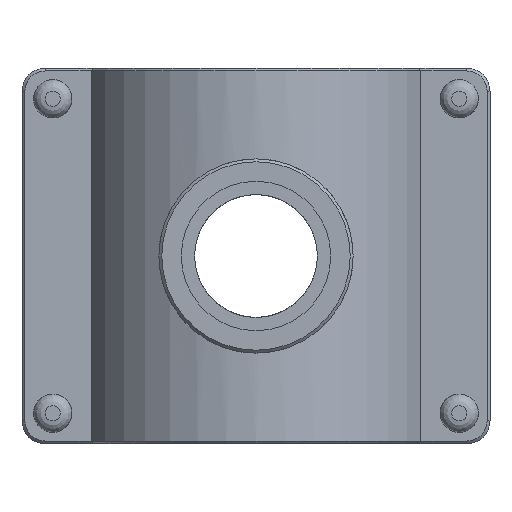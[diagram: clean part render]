
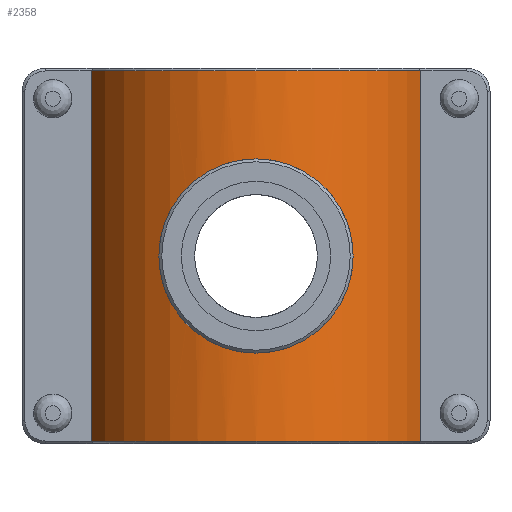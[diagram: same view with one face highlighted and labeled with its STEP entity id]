
A CAD part, front view. The second image highlights one B-rep face of the part: STEP entity #2358.
In plain terms, the highlighted cylindrical face has radius 46.875 mm (diameter 93.75 mm), a partial arc.
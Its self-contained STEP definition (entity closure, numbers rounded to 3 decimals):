
#169=LINE('',#4186,#357);
#170=LINE('',#4188,#358);
#357=VECTOR('',#3103,96.5);
#358=VECTOR('',#3106,96.5);
#588=CIRCLE('',#2555,46.875);
#589=CIRCLE('',#2558,46.875);
#652=FACE_BOUND('',#954,.T.);
#777=FACE_OUTER_BOUND('',#953,.T.);
#953=EDGE_LOOP('',(#1961,#1962,#1963,#1964));
#954=EDGE_LOOP('',(#1965));
#1042=B_SPLINE_CURVE_WITH_KNOTS('',3,(#3409,#3410,#3411,#3412,#3413,#3414,
#3415,#3416,#3417,#3418,#3419,#3420,#3421,#3422,#3423,#3424,#3425,#3426,
#3427,#3428,#3429,#3430,#3431,#3432,#3433,#3434,#3435,#3436,#3437,#3438,
#3439,#3440,#3441,#3442,#3443,#3444,#3445,#3446,#3447,#3448,#3449,#3450,
#3451,#3452,#3453,#3454,#3455,#3456,#3457,#3458,#3459,#3460,#3461,#3462,
#3463,#3464,#3465,#3466,#3467,#3468,#3469,#3470,#3471,#3472,#3473,#3474),
 .UNSPECIFIED.,.T.,.F.,(4,2,2,2,2,2,2,2,2,2,2,2,2,2,2,2,2,2,2,2,2,2,2,2,
2,2,2,2,2,2,2,2,4),(0.,0.304,0.608,0.912,
1.216,1.52,1.824,2.128,2.432,
2.736,3.04,3.344,3.648,3.952,
4.256,4.56,4.864,5.168,5.472,
5.776,6.081,6.384,6.688,6.992,
7.296,7.6,7.904,8.208,8.512,
8.816,9.12,9.424,9.728),
 .UNSPECIFIED.);
#1058=VERTEX_POINT('',#3408);
#1193=VERTEX_POINT('',#4126);
#1194=VERTEX_POINT('',#4131);
#1195=VERTEX_POINT('',#4138);
#1197=VERTEX_POINT('',#4147);
#1274=EDGE_CURVE('',#1058,#1058,#1042,.T.);
#1462=EDGE_CURVE('',#1193,#1194,#588,.T.);
#1468=EDGE_CURVE('',#1197,#1195,#589,.T.);
#1485=EDGE_CURVE('',#1193,#1195,#169,.T.);
#1486=EDGE_CURVE('',#1194,#1197,#170,.T.);
#1961=ORIENTED_EDGE('',*,*,#1462,.F.);
#1962=ORIENTED_EDGE('',*,*,#1485,.T.);
#1963=ORIENTED_EDGE('',*,*,#1468,.F.);
#1964=ORIENTED_EDGE('',*,*,#1486,.F.);
#1965=ORIENTED_EDGE('',*,*,#1274,.T.);
#2249=CYLINDRICAL_SURFACE('',#2573,46.875);
#2358=ADVANCED_FACE('',(#777,#652),#2249,.T.);
#2555=AXIS2_PLACEMENT_3D('',#4132,#3053,#3054);
#2558=AXIS2_PLACEMENT_3D('',#4152,#3061,#3062);
#2573=AXIS2_PLACEMENT_3D('',#4187,#3104,#3105);
#3053=DIRECTION('center_axis',(0.,0.,-1.));
#3054=DIRECTION('ref_axis',(1.,0.,0.));
#3061=DIRECTION('center_axis',(0.,0.,1.));
#3062=DIRECTION('ref_axis',(1.,0.,0.));
#3103=DIRECTION('',(0.,0.,1.));
#3104=DIRECTION('center_axis',(0.,0.,1.));
#3105=DIRECTION('ref_axis',(1.,0.,0.));
#3106=DIRECTION('',(0.,0.,1.));
#3408=CARTESIAN_POINT('',(-16.,-44.06,0.));
#3409=CARTESIAN_POINT('Ctrl Pts',(-16.,-44.06,0.));
#3410=CARTESIAN_POINT('Ctrl Pts',(-16.,-44.06,1.014));
#3411=CARTESIAN_POINT('Ctrl Pts',(-15.902,-44.096,2.059));
#3412=CARTESIAN_POINT('Ctrl Pts',(-15.493,-44.241,4.133));
#3413=CARTESIAN_POINT('Ctrl Pts',(-15.182,-44.35,5.161));
#3414=CARTESIAN_POINT('Ctrl Pts',(-14.363,-44.622,7.13));
#3415=CARTESIAN_POINT('Ctrl Pts',(-13.855,-44.785,8.071));
#3416=CARTESIAN_POINT('Ctrl Pts',(-12.683,-45.131,9.81));
#3417=CARTESIAN_POINT('Ctrl Pts',(-12.02,-45.314,10.608));
#3418=CARTESIAN_POINT('Ctrl Pts',(-10.608,-45.665,12.019));
#3419=CARTESIAN_POINT('Ctrl Pts',(-9.811,-45.845,12.683));
#3420=CARTESIAN_POINT('Ctrl Pts',(-8.072,-46.183,13.855));
#3421=CARTESIAN_POINT('Ctrl Pts',(-7.13,-46.34,14.363));
#3422=CARTESIAN_POINT('Ctrl Pts',(-5.161,-46.601,15.182));
#3423=CARTESIAN_POINT('Ctrl Pts',(-4.132,-46.704,15.493));
#3424=CARTESIAN_POINT('Ctrl Pts',(-2.058,-46.841,15.902));
#3425=CARTESIAN_POINT('Ctrl Pts',(-1.013,-46.875,16.));
#3426=CARTESIAN_POINT('Ctrl Pts',(1.013,-46.875,16.));
#3427=CARTESIAN_POINT('Ctrl Pts',(2.058,-46.841,15.902));
#3428=CARTESIAN_POINT('Ctrl Pts',(4.132,-46.704,15.493));
#3429=CARTESIAN_POINT('Ctrl Pts',(5.161,-46.601,15.182));
#3430=CARTESIAN_POINT('Ctrl Pts',(7.13,-46.34,14.363));
#3431=CARTESIAN_POINT('Ctrl Pts',(8.072,-46.183,13.855));
#3432=CARTESIAN_POINT('Ctrl Pts',(9.811,-45.845,12.683));
#3433=CARTESIAN_POINT('Ctrl Pts',(10.608,-45.665,12.019));
#3434=CARTESIAN_POINT('Ctrl Pts',(12.02,-45.314,10.608));
#3435=CARTESIAN_POINT('Ctrl Pts',(12.683,-45.131,9.81));
#3436=CARTESIAN_POINT('Ctrl Pts',(13.855,-44.785,8.071));
#3437=CARTESIAN_POINT('Ctrl Pts',(14.363,-44.622,7.13));
#3438=CARTESIAN_POINT('Ctrl Pts',(15.182,-44.35,5.161));
#3439=CARTESIAN_POINT('Ctrl Pts',(15.493,-44.241,4.133));
#3440=CARTESIAN_POINT('Ctrl Pts',(15.902,-44.096,2.059));
#3441=CARTESIAN_POINT('Ctrl Pts',(16.,-44.06,1.014));
#3442=CARTESIAN_POINT('Ctrl Pts',(16.,-44.06,-1.014));
#3443=CARTESIAN_POINT('Ctrl Pts',(15.902,-44.096,-2.059));
#3444=CARTESIAN_POINT('Ctrl Pts',(15.493,-44.241,-4.133));
#3445=CARTESIAN_POINT('Ctrl Pts',(15.182,-44.35,-5.161));
#3446=CARTESIAN_POINT('Ctrl Pts',(14.363,-44.622,-7.13));
#3447=CARTESIAN_POINT('Ctrl Pts',(13.855,-44.785,-8.071));
#3448=CARTESIAN_POINT('Ctrl Pts',(12.683,-45.131,-9.81));
#3449=CARTESIAN_POINT('Ctrl Pts',(12.02,-45.314,-10.608));
#3450=CARTESIAN_POINT('Ctrl Pts',(10.608,-45.665,-12.019));
#3451=CARTESIAN_POINT('Ctrl Pts',(9.811,-45.845,-12.683));
#3452=CARTESIAN_POINT('Ctrl Pts',(8.072,-46.183,-13.855));
#3453=CARTESIAN_POINT('Ctrl Pts',(7.13,-46.34,-14.363));
#3454=CARTESIAN_POINT('Ctrl Pts',(5.161,-46.601,-15.182));
#3455=CARTESIAN_POINT('Ctrl Pts',(4.132,-46.704,-15.493));
#3456=CARTESIAN_POINT('Ctrl Pts',(2.058,-46.841,-15.902));
#3457=CARTESIAN_POINT('Ctrl Pts',(1.013,-46.875,-16.));
#3458=CARTESIAN_POINT('Ctrl Pts',(-1.013,-46.875,-16.));
#3459=CARTESIAN_POINT('Ctrl Pts',(-2.058,-46.841,-15.902));
#3460=CARTESIAN_POINT('Ctrl Pts',(-4.132,-46.704,-15.493));
#3461=CARTESIAN_POINT('Ctrl Pts',(-5.161,-46.601,-15.182));
#3462=CARTESIAN_POINT('Ctrl Pts',(-7.13,-46.34,-14.363));
#3463=CARTESIAN_POINT('Ctrl Pts',(-8.072,-46.183,-13.855));
#3464=CARTESIAN_POINT('Ctrl Pts',(-9.811,-45.845,-12.683));
#3465=CARTESIAN_POINT('Ctrl Pts',(-10.608,-45.665,-12.019));
#3466=CARTESIAN_POINT('Ctrl Pts',(-12.02,-45.314,-10.608));
#3467=CARTESIAN_POINT('Ctrl Pts',(-12.683,-45.131,-9.81));
#3468=CARTESIAN_POINT('Ctrl Pts',(-13.855,-44.785,-8.071));
#3469=CARTESIAN_POINT('Ctrl Pts',(-14.363,-44.622,-7.13));
#3470=CARTESIAN_POINT('Ctrl Pts',(-15.182,-44.35,-5.161));
#3471=CARTESIAN_POINT('Ctrl Pts',(-15.493,-44.241,-4.133));
#3472=CARTESIAN_POINT('Ctrl Pts',(-15.902,-44.096,-2.059));
#3473=CARTESIAN_POINT('Ctrl Pts',(-16.,-44.06,-1.014));
#3474=CARTESIAN_POINT('Ctrl Pts',(-16.,-44.06,0.));
#4126=CARTESIAN_POINT('',(42.962,-18.75,-48.25));
#4131=CARTESIAN_POINT('',(-42.962,-18.75,-48.25));
#4132=CARTESIAN_POINT('Origin',(0.,0.,-48.25));
#4138=CARTESIAN_POINT('',(42.962,-18.75,48.25));
#4147=CARTESIAN_POINT('',(-42.962,-18.75,48.25));
#4152=CARTESIAN_POINT('Origin',(0.,0.,48.25));
#4186=CARTESIAN_POINT('',(42.962,-18.75,0.));
#4187=CARTESIAN_POINT('Origin',(0.,0.,0.));
#4188=CARTESIAN_POINT('',(-42.962,-18.75,0.));
